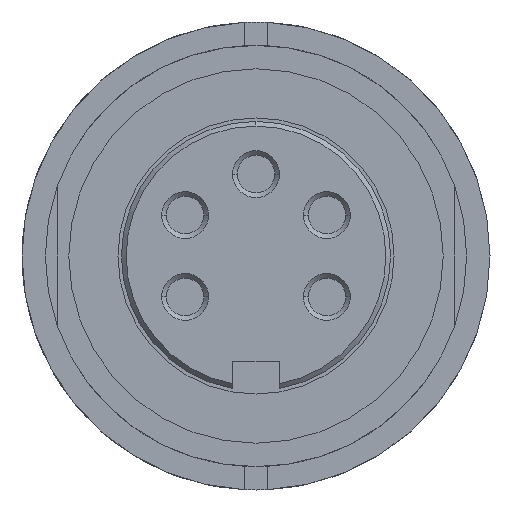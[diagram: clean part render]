
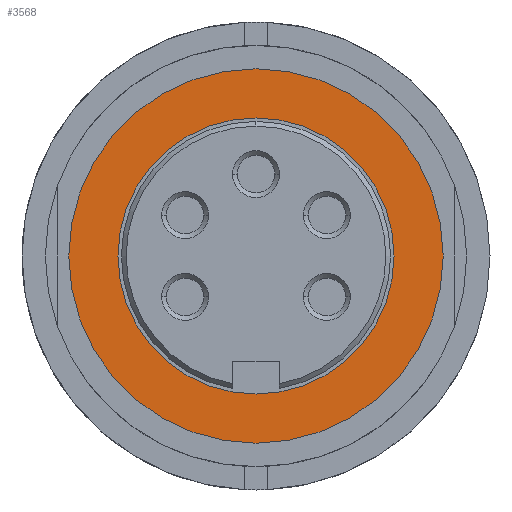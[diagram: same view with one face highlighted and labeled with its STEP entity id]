
A CAD part, front view. The second image highlights one B-rep face of the part: STEP entity #3568.
In plain terms, the highlighted planar face has unit normal (0, -1, 0).
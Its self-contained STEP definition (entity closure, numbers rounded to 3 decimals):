
#93=CARTESIAN_POINT('',(0.0,8.1,8.));
#94=VERTEX_POINT('',#93);
#110=CARTESIAN_POINT('',(0.,8.1,-8.));
#111=VERTEX_POINT('',#110);
#118=CARTESIAN_POINT('',(0.0,8.1,0.0));
#119=DIRECTION('',(0.0,1.0,0.0));
#120=DIRECTION('',(0.0,0.0,1.0));
#121=AXIS2_PLACEMENT_3D('',#118,#119,#120);
#122=CIRCLE('',#121,8.);
#123=EDGE_CURVE('',#111,#94,#122,.T.);
#133=CARTESIAN_POINT('',(0.0,8.1,5.9));
#134=VERTEX_POINT('',#133);
#143=CARTESIAN_POINT('',(0.,8.1,-5.9));
#144=VERTEX_POINT('',#143);
#145=CARTESIAN_POINT('',(0.0,8.1,0.0));
#146=DIRECTION('',(0.0,1.0,0.0));
#147=DIRECTION('',(0.0,0.0,1.0));
#148=AXIS2_PLACEMENT_3D('',#145,#146,#147);
#149=CIRCLE('',#148,5.9);
#150=EDGE_CURVE('',#144,#134,#149,.T.);
#3539=CARTESIAN_POINT('',(0.0,8.1,0.0));
#3540=DIRECTION('',(0.0,1.0,0.0));
#3541=DIRECTION('',(0.0,0.0,1.0));
#3542=AXIS2_PLACEMENT_3D('',#3539,#3540,#3541);
#3543=CIRCLE('',#3542,5.9);
#3544=EDGE_CURVE('',#134,#144,#3543,.T.);
#3549=CARTESIAN_POINT('',(0.0,8.1,6.95));
#3550=DIRECTION('',(0.0,-1.0,0.0));
#3551=DIRECTION('',(0.0,0.0,-1.0));
#3552=AXIS2_PLACEMENT_3D('',#3549,#3550,#3551);
#3553=PLANE('',#3552);
#3554=CARTESIAN_POINT('',(0.0,8.1,0.0));
#3555=DIRECTION('',(0.0,1.0,0.0));
#3556=DIRECTION('',(0.0,0.0,1.0));
#3557=AXIS2_PLACEMENT_3D('',#3554,#3555,#3556);
#3558=CIRCLE('',#3557,8.);
#3559=EDGE_CURVE('',#94,#111,#3558,.T.);
#3560=ORIENTED_EDGE('',*,*,#3559,.F.);
#3561=ORIENTED_EDGE('',*,*,#123,.F.);
#3562=EDGE_LOOP('',(#3560,#3561));
#3563=FACE_OUTER_BOUND('',#3562,.T.);
#3564=ORIENTED_EDGE('',*,*,#3544,.T.);
#3565=ORIENTED_EDGE('',*,*,#150,.T.);
#3566=EDGE_LOOP('',(#3564,#3565));
#3567=FACE_BOUND('',#3566,.T.);
#3568=ADVANCED_FACE('',(#3563,#3567),#3553,.T.);
